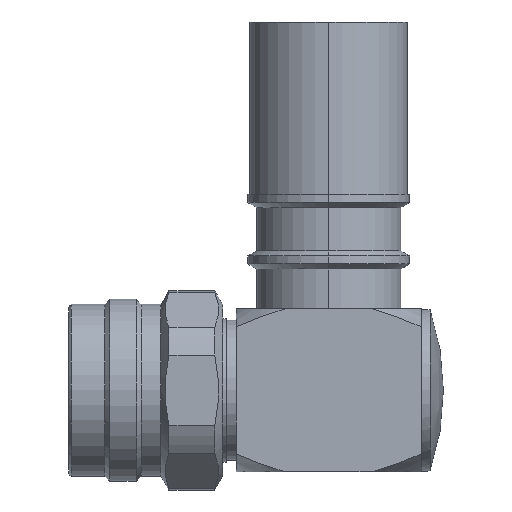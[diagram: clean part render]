
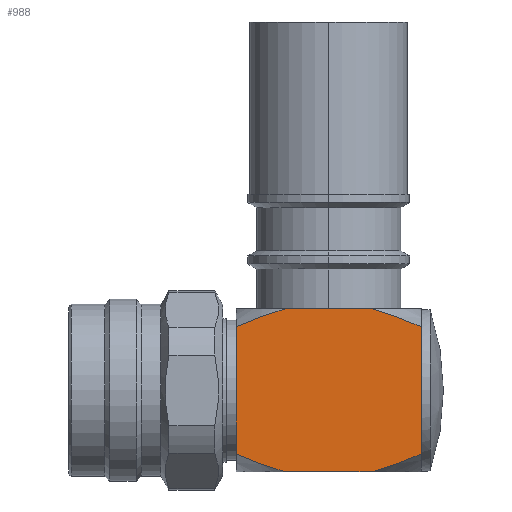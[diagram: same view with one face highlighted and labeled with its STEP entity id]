
A CAD part, left-side view. The second image highlights one B-rep face of the part: STEP entity #988.
In plain terms, the highlighted planar face has unit normal (-1, 0, 0).
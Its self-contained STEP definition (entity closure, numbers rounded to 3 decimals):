
#18 = ORIENTED_EDGE ( 'NONE', *, *, #3961, .F. ) ;
#45 = CARTESIAN_POINT ( 'NONE',  ( -9., -20.4, 7.035 ) ) ;
#46 = CARTESIAN_POINT ( 'NONE',  ( -9., -20.4, -7.035 ) ) ;
#224 = CARTESIAN_POINT ( 'NONE',  ( -9., -15., -9. ) ) ;
#285 = CARTESIAN_POINT ( 'NONE',  ( -9., -0.88, -7.416 ) ) ;
#313 = CARTESIAN_POINT ( 'NONE',  ( -9., 0., -7.035 ) ) ;
#389 = ORIENTED_EDGE ( 'NONE', *, *, #2872, .F. ) ;
#422 = VERTEX_POINT ( 'NONE', #4014 ) ;
#511 = DIRECTION ( 'NONE',  ( 0., 0., -1. ) ) ;
#517 = EDGE_CURVE ( 'NONE', #755, #422, #4081, .T. ) ;
#693 = CARTESIAN_POINT ( 'NONE',  ( -9., -15., -9. ) ) ;
#755 = VERTEX_POINT ( 'NONE', #3982 ) ;
#777 = EDGE_CURVE ( 'NONE', #3267, #2818, #1392, .T. ) ;
#910 = CARTESIAN_POINT ( 'NONE',  ( -9., -3.564, 8.445 ) ) ;
#942 = CARTESIAN_POINT ( 'NONE',  ( -9., -5.4, 9. ) ) ;
#976 = CARTESIAN_POINT ( 'NONE',  ( -9., -20.4, 9. ) ) ;
#988 = ADVANCED_FACE ( 'NONE', ( #2750 ), #3061, .F. ) ;
#1249 = CARTESIAN_POINT ( 'NONE',  ( -9., -3.564, -8.445 ) ) ;
#1297 = AXIS2_PLACEMENT_3D ( 'NONE', #3384, #1496, #511 ) ;
#1392 = LINE ( 'NONE', #1740, #4177 ) ;
#1425 = ORIENTED_EDGE ( 'NONE', *, *, #777, .F. ) ;
#1496 = DIRECTION ( 'NONE',  ( 1., 0., 0. ) ) ;
#1549 = CARTESIAN_POINT ( 'NONE',  ( -9., 0., 7.035 ) ) ;
#1679 = CARTESIAN_POINT ( 'NONE',  ( -9., -15.927, 8.748 ) ) ;
#1696 = CARTESIAN_POINT ( 'NONE',  ( -9., 0., 9. ) ) ;
#1715 = B_SPLINE_CURVE_WITH_KNOTS ( 'NONE', 3,
 ( #46, #3621, #2311, #3939, #2294, #693 ),
 .UNSPECIFIED., .F., .F.,
 ( 4, 2, 4 ),
 ( 0., 0.003, 0.006 ),
 .UNSPECIFIED. ) ;
#1731 = VERTEX_POINT ( 'NONE', #1799 ) ;
#1740 = CARTESIAN_POINT ( 'NONE',  ( -9., -20.4, -9. ) ) ;
#1799 = CARTESIAN_POINT ( 'NONE',  ( -9., -20.4, -7.035 ) ) ;
#1929 = CARTESIAN_POINT ( 'NONE',  ( -9., -4.473, -8.748 ) ) ;
#1947 = LINE ( 'NONE', #976, #4000 ) ;
#1991 = ORIENTED_EDGE ( 'NONE', *, *, #2121, .F. ) ;
#2031 = CARTESIAN_POINT ( 'NONE',  ( -9., -15., 9. ) ) ;
#2060 = DIRECTION ( 'NONE',  ( 0., 1., 0. ) ) ;
#2072 = EDGE_LOOP ( 'NONE', ( #4070, #2435, #3392, #1425, #2554, #389, #1991, #18 ) ) ;
#2121 = EDGE_CURVE ( 'NONE', #3976, #3200, #3049, .T. ) ;
#2185 = CARTESIAN_POINT ( 'NONE',  ( -9., -0.88, 7.416 ) ) ;
#2294 = CARTESIAN_POINT ( 'NONE',  ( -9., -15.927, -8.748 ) ) ;
#2311 = CARTESIAN_POINT ( 'NONE',  ( -9., -18.632, -7.78 ) ) ;
#2323 = VECTOR ( 'NONE', #3560, 1000. ) ;
#2351 = VECTOR ( 'NONE', #3841, 1000. ) ;
#2386 = CARTESIAN_POINT ( 'NONE',  ( -9., -18.632, 7.78 ) ) ;
#2435 = ORIENTED_EDGE ( 'NONE', *, *, #517, .F. ) ;
#2458 = EDGE_CURVE ( 'NONE', #422, #3120, #2748, .T. ) ;
#2554 = ORIENTED_EDGE ( 'NONE', *, *, #3949, .F. ) ;
#2665 = CARTESIAN_POINT ( 'NONE',  ( -9., -16.836, 8.445 ) ) ;
#2748 = B_SPLINE_CURVE_WITH_KNOTS ( 'NONE', 3,
 ( #1549, #2185, #2824, #910, #3160, #942 ),
 .UNSPECIFIED., .F., .F.,
 ( 4, 2, 4 ),
 ( 0., 0.003, 0.006 ),
 .UNSPECIFIED. ) ;
#2750 = FACE_OUTER_BOUND ( 'NONE', #2072, .T. ) ;
#2760 = CARTESIAN_POINT ( 'NONE',  ( -9., -5.4, -9. ) ) ;
#2776 = B_SPLINE_CURVE_WITH_KNOTS ( 'NONE', 3,
 ( #3299, #1929, #1249, #4197, #285, #313 ),
 .UNSPECIFIED., .F., .F.,
 ( 4, 2, 4 ),
 ( 0., 0.003, 0.006 ),
 .UNSPECIFIED. ) ;
#2818 = VERTEX_POINT ( 'NONE', #2760 ) ;
#2824 = CARTESIAN_POINT ( 'NONE',  ( -9., -1.768, 7.78 ) ) ;
#2872 = EDGE_CURVE ( 'NONE', #3200, #1731, #1947, .T. ) ;
#3029 = CARTESIAN_POINT ( 'NONE',  ( -9., -19.52, 7.416 ) ) ;
#3049 = B_SPLINE_CURVE_WITH_KNOTS ( 'NONE', 3,
 ( #3252, #1679, #2665, #2386, #3029, #3351 ),
 .UNSPECIFIED., .F., .F.,
 ( 4, 2, 4 ),
 ( 0., 0.003, 0.006 ),
 .UNSPECIFIED. ) ;
#3061 = PLANE ( 'NONE',  #1297 ) ;
#3120 = VERTEX_POINT ( 'NONE', #3996 ) ;
#3160 = CARTESIAN_POINT ( 'NONE',  ( -9., -4.473, 8.748 ) ) ;
#3171 = CARTESIAN_POINT ( 'NONE',  ( -9., 0., 0. ) ) ;
#3200 = VERTEX_POINT ( 'NONE', #45 ) ;
#3252 = CARTESIAN_POINT ( 'NONE',  ( -9., -15., 9. ) ) ;
#3267 = VERTEX_POINT ( 'NONE', #224 ) ;
#3299 = CARTESIAN_POINT ( 'NONE',  ( -9., -5.4, -9. ) ) ;
#3351 = CARTESIAN_POINT ( 'NONE',  ( -9., -20.4, 7.035 ) ) ;
#3384 = CARTESIAN_POINT ( 'NONE',  ( -9., 0., 0. ) ) ;
#3392 = ORIENTED_EDGE ( 'NONE', *, *, #3442, .F. ) ;
#3442 = EDGE_CURVE ( 'NONE', #2818, #755, #2776, .T. ) ;
#3560 = DIRECTION ( 'NONE',  ( 0., -1., 0. ) ) ;
#3621 = CARTESIAN_POINT ( 'NONE',  ( -9., -19.52, -7.416 ) ) ;
#3792 = LINE ( 'NONE', #1696, #2323 ) ;
#3841 = DIRECTION ( 'NONE',  ( 0., 0., 1. ) ) ;
#3939 = CARTESIAN_POINT ( 'NONE',  ( -9., -16.836, -8.445 ) ) ;
#3949 = EDGE_CURVE ( 'NONE', #1731, #3267, #1715, .T. ) ;
#3961 = EDGE_CURVE ( 'NONE', #3120, #3976, #3792, .T. ) ;
#3976 = VERTEX_POINT ( 'NONE', #2031 ) ;
#3982 = CARTESIAN_POINT ( 'NONE',  ( -9., 0., -7.035 ) ) ;
#3996 = CARTESIAN_POINT ( 'NONE',  ( -9., -5.4, 9. ) ) ;
#4000 = VECTOR ( 'NONE', #4195, 1000. ) ;
#4014 = CARTESIAN_POINT ( 'NONE',  ( -9., 0., 7.035 ) ) ;
#4070 = ORIENTED_EDGE ( 'NONE', *, *, #2458, .F. ) ;
#4081 = LINE ( 'NONE', #3171, #2351 ) ;
#4177 = VECTOR ( 'NONE', #2060, 1000. ) ;
#4195 = DIRECTION ( 'NONE',  ( 0., 0., -1. ) ) ;
#4197 = CARTESIAN_POINT ( 'NONE',  ( -9., -1.768, -7.78 ) ) ;
